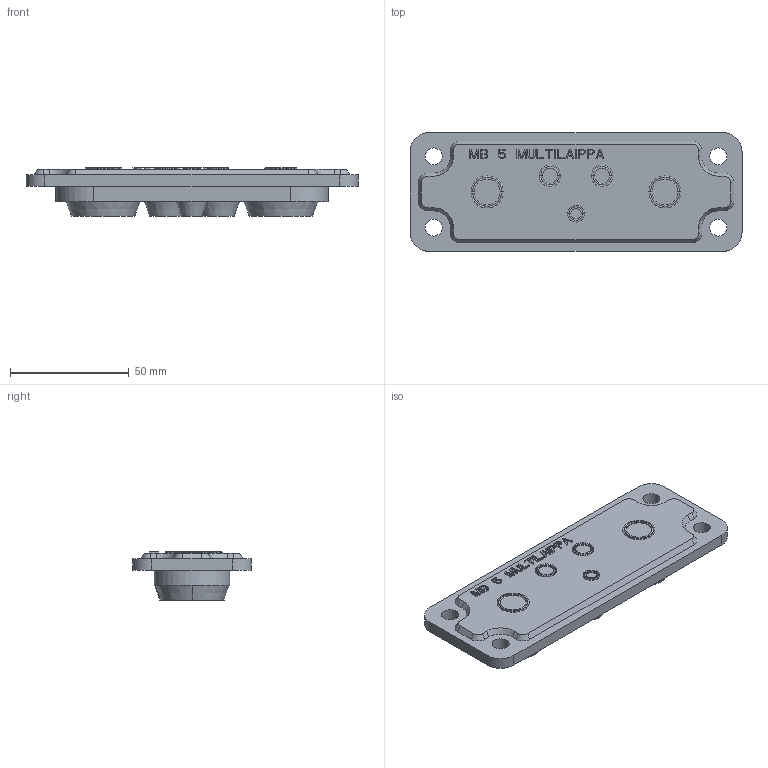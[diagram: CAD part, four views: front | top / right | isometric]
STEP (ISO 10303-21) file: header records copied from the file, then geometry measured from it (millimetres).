
FILE_DESCRIPTION((''),'2;1');
FILE_NAME('F1201','2016-10-07T',('kjell_andersson'),(''),'PRO/ENGINEER BY PARAMETRIC TECHNOLOGY CORPORATION, 2013230','PRO/ENGINEER BY PARAMETRIC TECHNOLOGY CORPORATION, 2013230','');
FILE_SCHEMA(('CONFIG_CONTROL_DESIGN'));
Length unit declared in the file: millimetre
Products named in the file (1): F1201
Bounding box: 140 x 50 x 20.3 mm (x, y, z)
Volume: 46894.7 mm3; surface area: 27775.7 mm2
Topology: 1 solids, 1 shells, 422 faces, 1069 edges, 696 vertices
Faces by surface type: plane 296, cylinder 74, cone 32, torus 20
Entity records: 12629 total; most frequent: CARTESIAN_POINT 2187, ORIENTED_EDGE 2138, DIRECTION 2135, EDGE_CURVE 1069, VECTOR 847, LINE 847, VERTEX_POINT 696, AXIS2_PLACEMENT_3D 644
